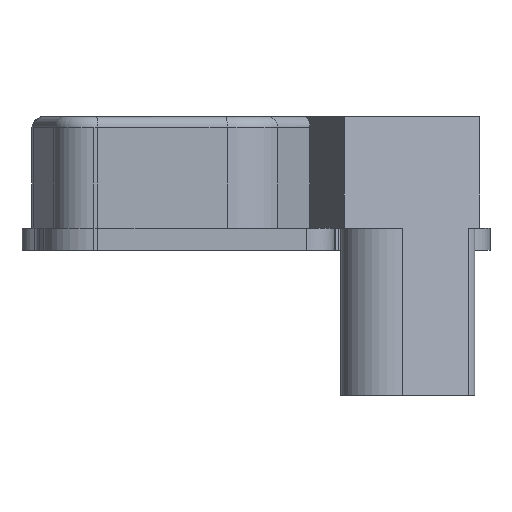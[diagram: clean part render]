
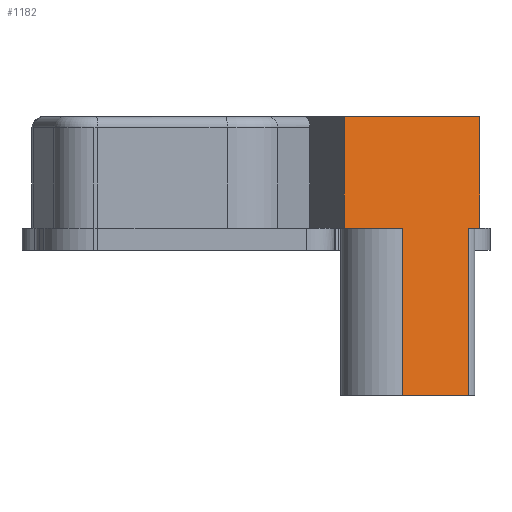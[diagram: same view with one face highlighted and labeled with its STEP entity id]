
A CAD part, left-side view. The second image highlights one B-rep face of the part: STEP entity #1182.
In plain terms, the highlighted planar face has unit normal (-0.926, -0.378, 0).
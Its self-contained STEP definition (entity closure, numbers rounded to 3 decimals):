
#5 = PLANE ( 'NONE',  #5252 ) ;
#129 = VECTOR ( 'NONE', #4973, 1000. ) ;
#284 = VERTEX_POINT ( 'NONE', #1607 ) ;
#352 = ORIENTED_EDGE ( 'NONE', *, *, #3346, .F. ) ;
#399 = CARTESIAN_POINT ( 'NONE',  ( -55.572, -16.076, -42.344 ) ) ;
#506 = EDGE_LOOP ( 'NONE', ( #2644, #2020, #3195, #2487, #352, #4335, #3174, #3763 ) ) ;
#519 = VECTOR ( 'NONE', #4197, 1000. ) ;
#585 = CARTESIAN_POINT ( 'NONE',  ( -55.572, -16.076, 24. ) ) ;
#622 = VERTEX_POINT ( 'NONE', #2802 ) ;
#715 = VERTEX_POINT ( 'NONE', #2010 ) ;
#780 = DIRECTION ( 'NONE',  ( 0., 0., 1. ) ) ;
#907 = DIRECTION ( 'NONE',  ( 0., 0., 1. ) ) ;
#1016 = VERTEX_POINT ( 'NONE', #585 ) ;
#1092 = CARTESIAN_POINT ( 'NONE',  ( -46.516, -38.255, -26. ) ) ;
#1182 = ADVANCED_FACE ( 'NONE', ( #4357 ), #5, .T. ) ;
#1202 = LINE ( 'NONE', #3217, #1384 ) ;
#1204 = LINE ( 'NONE', #2908, #519 ) ;
#1307 = CARTESIAN_POINT ( 'NONE',  ( -45.666, -40.338, -42.344 ) ) ;
#1311 = DIRECTION ( 'NONE',  ( 0.378, -0.926, 0. ) ) ;
#1339 = VERTEX_POINT ( 'NONE', #3125 ) ;
#1384 = VECTOR ( 'NONE', #4615, 1000. ) ;
#1607 = CARTESIAN_POINT ( 'NONE',  ( -45.666, -40.338, 4. ) ) ;
#1784 = CARTESIAN_POINT ( 'NONE',  ( -55.572, -16.076, -42.344 ) ) ;
#1921 = EDGE_CURVE ( 'NONE', #2405, #1016, #5513, .T. ) ;
#1927 = LINE ( 'NONE', #5359, #129 ) ;
#2010 = CARTESIAN_POINT ( 'NONE',  ( -51.336, -26.451, 4. ) ) ;
#2016 = VECTOR ( 'NONE', #907, 1000. ) ;
#2020 = ORIENTED_EDGE ( 'NONE', *, *, #2334, .T. ) ;
#2126 = VERTEX_POINT ( 'NONE', #1092 ) ;
#2164 = EDGE_CURVE ( 'NONE', #284, #622, #1927, .T. ) ;
#2165 = CARTESIAN_POINT ( 'NONE',  ( -45.666, -40.338, 24. ) ) ;
#2334 = EDGE_CURVE ( 'NONE', #2126, #622, #5087, .T. ) ;
#2405 = VERTEX_POINT ( 'NONE', #3516 ) ;
#2487 = ORIENTED_EDGE ( 'NONE', *, *, #3860, .T. ) ;
#2489 = VECTOR ( 'NONE', #4683, 1000. ) ;
#2491 = CARTESIAN_POINT ( 'NONE',  ( -46.516, -38.255, 4. ) ) ;
#2644 = ORIENTED_EDGE ( 'NONE', *, *, #4636, .F. ) ;
#2724 = VERTEX_POINT ( 'NONE', #2165 ) ;
#2740 = VECTOR ( 'NONE', #3329, 1000. ) ;
#2802 = CARTESIAN_POINT ( 'NONE',  ( -46.516, -38.255, 4. ) ) ;
#2908 = CARTESIAN_POINT ( 'NONE',  ( -55.572, -16.076, 4. ) ) ;
#2977 = LINE ( 'NONE', #4269, #2489 ) ;
#3125 = CARTESIAN_POINT ( 'NONE',  ( -51.336, -26.451, -26. ) ) ;
#3174 = ORIENTED_EDGE ( 'NONE', *, *, #4678, .F. ) ;
#3195 = ORIENTED_EDGE ( 'NONE', *, *, #2164, .F. ) ;
#3217 = CARTESIAN_POINT ( 'NONE',  ( -55.572, -16.076, 24. ) ) ;
#3329 = DIRECTION ( 'NONE',  ( -0.378, 0.926, 0. ) ) ;
#3346 = EDGE_CURVE ( 'NONE', #1016, #2724, #1202, .T. ) ;
#3516 = CARTESIAN_POINT ( 'NONE',  ( -55.572, -16.076, 4. ) ) ;
#3763 = ORIENTED_EDGE ( 'NONE', *, *, #5526, .F. ) ;
#3860 = EDGE_CURVE ( 'NONE', #284, #2724, #3861, .T. ) ;
#3861 = LINE ( 'NONE', #1307, #5247 ) ;
#3863 = DIRECTION ( 'NONE',  ( -0.926, -0.378, 0. ) ) ;
#3883 = VECTOR ( 'NONE', #4193, 1000. ) ;
#4193 = DIRECTION ( 'NONE',  ( 0., 0., 1. ) ) ;
#4197 = DIRECTION ( 'NONE',  ( -0.378, 0.926, 0. ) ) ;
#4269 = CARTESIAN_POINT ( 'NONE',  ( -51.336, -26.451, -26. ) ) ;
#4335 = ORIENTED_EDGE ( 'NONE', *, *, #1921, .F. ) ;
#4357 = FACE_OUTER_BOUND ( 'NONE', #506, .T. ) ;
#4589 = CARTESIAN_POINT ( 'NONE',  ( -45.76, -40.106, -26. ) ) ;
#4615 = DIRECTION ( 'NONE',  ( 0.378, -0.926, 0. ) ) ;
#4617 = LINE ( 'NONE', #4589, #2740 ) ;
#4636 = EDGE_CURVE ( 'NONE', #2126, #1339, #4617, .T. ) ;
#4678 = EDGE_CURVE ( 'NONE', #715, #2405, #1204, .T. ) ;
#4683 = DIRECTION ( 'NONE',  ( 0., 0., 1. ) ) ;
#4973 = DIRECTION ( 'NONE',  ( -0.378, 0.926, 0. ) ) ;
#5087 = LINE ( 'NONE', #2491, #3883 ) ;
#5247 = VECTOR ( 'NONE', #780, 1000. ) ;
#5252 = AXIS2_PLACEMENT_3D ( 'NONE', #1784, #3863, #1311 ) ;
#5359 = CARTESIAN_POINT ( 'NONE',  ( -55.572, -16.076, 4. ) ) ;
#5513 = LINE ( 'NONE', #399, #2016 ) ;
#5526 = EDGE_CURVE ( 'NONE', #1339, #715, #2977, .T. ) ;
